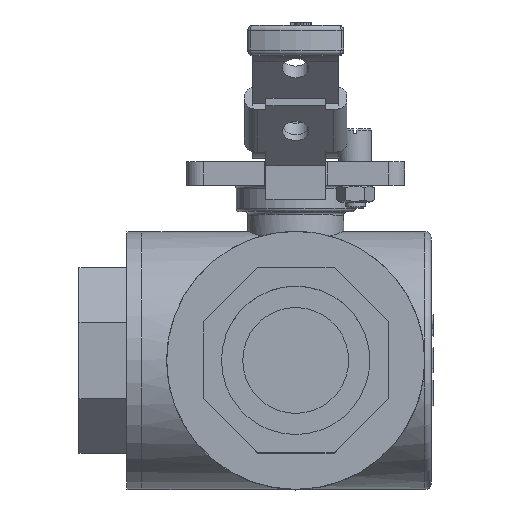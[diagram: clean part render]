
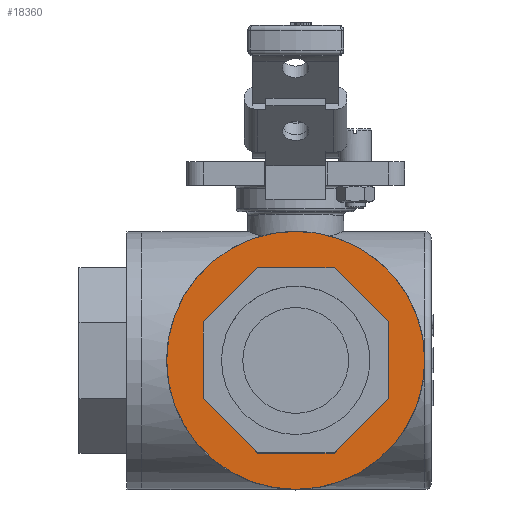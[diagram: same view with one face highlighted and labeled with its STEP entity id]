
A CAD part, top view. The second image highlights one B-rep face of the part: STEP entity #18360.
In plain terms, the highlighted planar face has unit normal (0, 0, 1).
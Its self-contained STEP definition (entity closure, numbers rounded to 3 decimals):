
#1145=FACE_BOUND('',#3233,.T.);
#1450=PLANE('',#19283);
#2201=FACE_OUTER_BOUND('',#3232,.T.);
#3232=EDGE_LOOP('',(#14097));
#3233=EDGE_LOOP('',(#14098,#14099,#14100,#14101,#14102,#14103,#14104,#14105));
#4570=LINE('',#28283,#6259);
#4574=LINE('',#28291,#6263);
#4577=LINE('',#28297,#6266);
#4580=LINE('',#28303,#6269);
#4583=LINE('',#28309,#6272);
#4586=LINE('',#28315,#6275);
#4589=LINE('',#28321,#6278);
#4592=LINE('',#28326,#6281);
#6259=VECTOR('',#21216,10.);
#6263=VECTOR('',#21222,10.);
#6266=VECTOR('',#21227,10.);
#6269=VECTOR('',#21232,10.);
#6272=VECTOR('',#21237,10.);
#6275=VECTOR('',#21242,10.);
#6278=VECTOR('',#21247,10.);
#6281=VECTOR('',#21252,10.);
#7271=CIRCLE('',#19280,39.);
#8176=VERTEX_POINT('',#28281);
#8177=VERTEX_POINT('',#28282);
#8180=VERTEX_POINT('',#28290);
#8182=VERTEX_POINT('',#28296);
#8184=VERTEX_POINT('',#28302);
#8186=VERTEX_POINT('',#28308);
#8188=VERTEX_POINT('',#28314);
#8190=VERTEX_POINT('',#28320);
#8192=VERTEX_POINT('',#28330);
#10285=EDGE_CURVE('',#8176,#8177,#4570,.T.);
#10289=EDGE_CURVE('',#8177,#8180,#4574,.T.);
#10292=EDGE_CURVE('',#8180,#8182,#4577,.T.);
#10295=EDGE_CURVE('',#8182,#8184,#4580,.T.);
#10298=EDGE_CURVE('',#8184,#8186,#4583,.T.);
#10301=EDGE_CURVE('',#8186,#8188,#4586,.T.);
#10304=EDGE_CURVE('',#8188,#8190,#4589,.T.);
#10307=EDGE_CURVE('',#8190,#8176,#4592,.T.);
#10309=EDGE_CURVE('',#8192,#8192,#7271,.T.);
#14097=ORIENTED_EDGE('',*,*,#10309,.T.);
#14098=ORIENTED_EDGE('',*,*,#10285,.T.);
#14099=ORIENTED_EDGE('',*,*,#10289,.T.);
#14100=ORIENTED_EDGE('',*,*,#10292,.T.);
#14101=ORIENTED_EDGE('',*,*,#10295,.T.);
#14102=ORIENTED_EDGE('',*,*,#10298,.T.);
#14103=ORIENTED_EDGE('',*,*,#10301,.T.);
#14104=ORIENTED_EDGE('',*,*,#10304,.T.);
#14105=ORIENTED_EDGE('',*,*,#10307,.T.);
#18360=ADVANCED_FACE('',(#2201,#1145),#1450,.T.);
#19280=AXIS2_PLACEMENT_3D('',#28331,#21258,#21259);
#19283=AXIS2_PLACEMENT_3D('',#28336,#21265,#21266);
#21216=DIRECTION('',(0.,1.,0.));
#21222=DIRECTION('',(0.707,0.707,0.));
#21227=DIRECTION('',(1.,0.,0.));
#21232=DIRECTION('',(0.707,-0.707,0.));
#21237=DIRECTION('',(0.,-1.,0.));
#21242=DIRECTION('',(-0.707,-0.707,0.));
#21247=DIRECTION('',(-1.,0.,0.));
#21252=DIRECTION('',(-0.707,0.707,0.));
#21258=DIRECTION('center_axis',(0.,0.,1.));
#21259=DIRECTION('ref_axis',(1.,0.,0.));
#21265=DIRECTION('center_axis',(0.,0.,1.));
#21266=DIRECTION('ref_axis',(-1.,0.,0.));
#28281=CARTESIAN_POINT('',(-28.,-11.598,51.));
#28282=CARTESIAN_POINT('',(-28.,11.598,51.));
#28283=CARTESIAN_POINT('',(-28.,5.799,51.));
#28290=CARTESIAN_POINT('',(-11.598,28.,51.));
#28291=CARTESIAN_POINT('',(-15.698,23.899,51.));
#28296=CARTESIAN_POINT('',(11.598,28.,51.));
#28297=CARTESIAN_POINT('',(5.799,28.,51.));
#28302=CARTESIAN_POINT('',(28.,11.598,51.));
#28303=CARTESIAN_POINT('',(23.899,15.698,51.));
#28308=CARTESIAN_POINT('',(28.,-11.598,51.));
#28309=CARTESIAN_POINT('',(28.,-5.799,51.));
#28314=CARTESIAN_POINT('',(11.598,-28.,51.));
#28315=CARTESIAN_POINT('',(15.698,-23.899,51.));
#28320=CARTESIAN_POINT('',(-11.598,-28.,51.));
#28321=CARTESIAN_POINT('',(-5.799,-28.,51.));
#28326=CARTESIAN_POINT('',(-23.899,-15.698,51.));
#28330=CARTESIAN_POINT('',(-39.,0.,51.));
#28331=CARTESIAN_POINT('Origin',(0.,0.,51.));
#28336=CARTESIAN_POINT('Origin',(0.,0.,51.));
